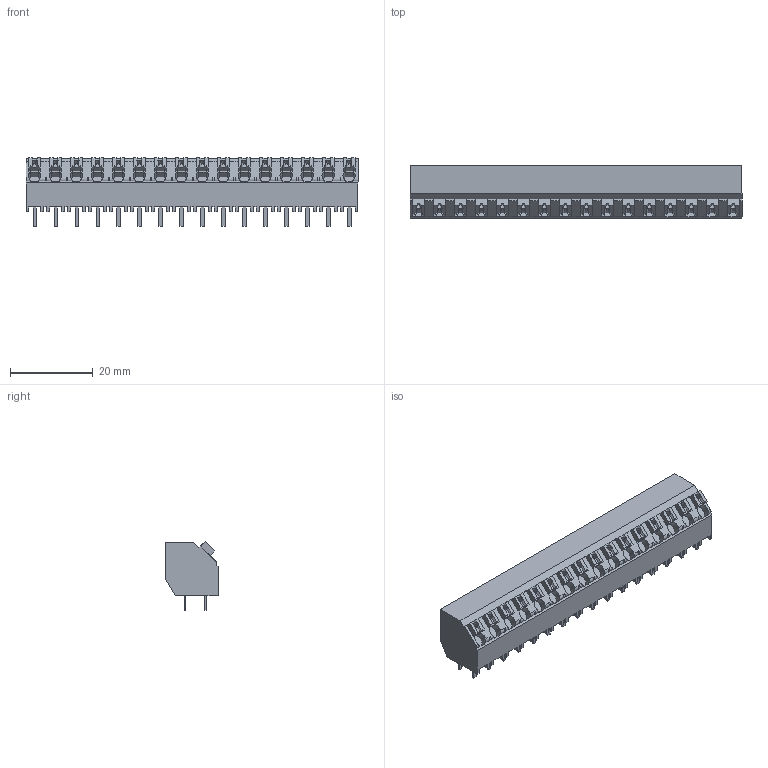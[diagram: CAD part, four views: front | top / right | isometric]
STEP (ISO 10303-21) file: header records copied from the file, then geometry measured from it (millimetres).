
FILE_DESCRIPTION(('CATIA V5 STEP Exchange','CAx-IF Rec.Pracs.--- Model Styling and Organization---1.2---2011-12-15'),'2;1');
FILE_NAME ('D1458453_0_1885160000_1885160000.stp','2018-03-20T13:57:48+00:00',('none'),('Weidmueller'),'CATIA Version 5-6 Release 2014','CATIA V5 STEP AP214','none');
FILE_SCHEMA(('AUTOMOTIVE_DESIGN { 1 0 10303 214 1 1 1 1 }'));
Length unit declared in the file: millimetre
Products named in the file (1): 1885160000
Bounding box: 80.4 x 12.7 x 16.66 mm (x, y, z)
Volume: 9303.5 mm3; surface area: 8743.1 mm2
Topology: 49 solids, 49 shells, 1181 faces, 3398 edges, 2330 vertices
Faces by surface type: plane 1071, cylinder 110
Entity records: 35173 total; most frequent: CARTESIAN_POINT 6847, ORIENTED_EDGE 6796, DIRECTION 4290, EDGE_CURVE 3398, VECTOR 3047, LINE 3047, VERTEX_POINT 2330, EDGE_LOOP 1228
